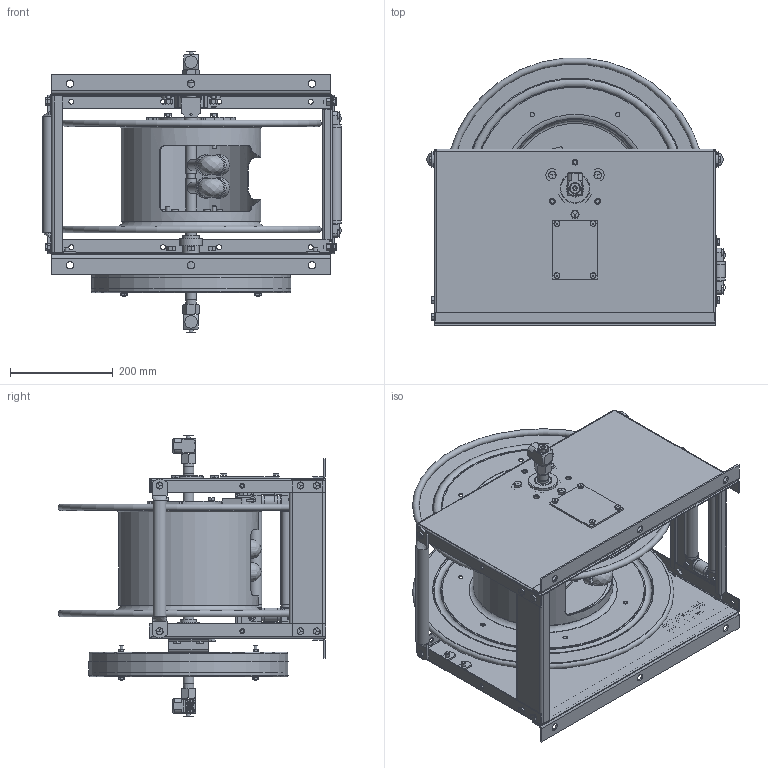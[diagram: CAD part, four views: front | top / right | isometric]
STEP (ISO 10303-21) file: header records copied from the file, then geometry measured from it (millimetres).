
FILE_DESCRIPTION(/* description */ (''),/* implementation_level */ '2;1');
FILE_NAME(/* name */ 'DLPL-450_SHARED.stp',/* time_stamp */ '2016-09-12T08:35:43-07:00',/* author */ ('jkusbel'),/* organization */ (''),/* preprocessor_version */ 'ST-DEVELOPER v15.6',/* originating_system */ 'Autodesk Inventor 2015',/* authorisation */ '');
FILE_SCHEMA (('AUTOMOTIVE_DESIGN { 1 0 10303 214 3 1 1 }'));
Products named in the file (1): DLPL-450_SHARED
Bounding box: 580.13 x 519.72 x 545.47 mm (x, y, z)
Surface area: 2877977.3 mm2 (no closed solid volume)
Topology: 0 solids, 237 shells, 612 faces, 6183 edges, 5697 vertices
Faces by surface type: plane 412, cylinder 133, torus 24, cone 21, bspline 18, sphere 4
Full cylindrical faces by diameter (mm): 6.35 x4, 7.798 x5, 7.938 x11, 12.7 x5, 14.287 x6, 15.875 x1, 20.625 x2, 20.955 x2, 21.336 x4, 25.4 x16, 31.674 x1, 41.402 x1, 44.323 x1, 57.125 x1, 262.392 x1, 267.716 x1, 271.511 x1, 387.096 x1, 388.62 x1
Entity records: 58448 total; most frequent: CARTESIAN_POINT 17436, DIRECTION 6790, ORIENTED_EDGE 6645, EDGE_CURVE 6046, VERTEX_POINT 5665, LINE 3404, VECTOR 3404, AXIS2_PLACEMENT_3D 1693
